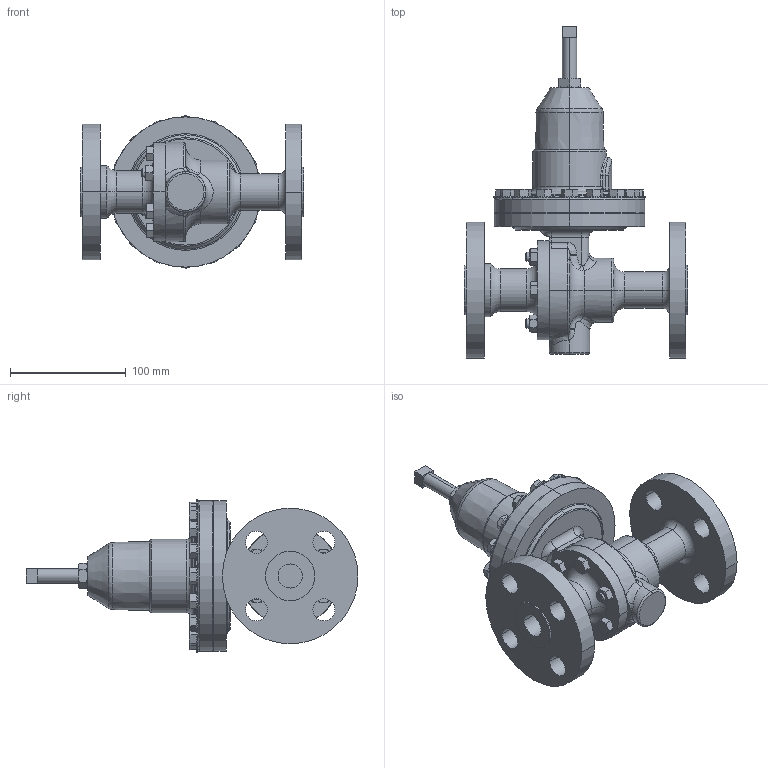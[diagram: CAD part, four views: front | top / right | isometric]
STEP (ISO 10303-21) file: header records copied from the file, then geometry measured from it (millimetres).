
FILE_DESCRIPTION (( 'STEP AP203' ), '1' );
FILE_NAME ('60-075-CS+S6-I3.STEP', '2017-07-21T12:20:49', ( '' ), ( '' ), 'SwSTEP 2.0', 'SolidWorks 2014', '' );
FILE_SCHEMA (( 'CONFIG_CONTROL_DESIGN' ));
Length unit declared in the file: inch
Products named in the file (2): 60-075-CS+S6-I3
Bounding box: 193.17 x 287.27 x 131.76 mm (x, y, z)
Volume: 1304352.1 mm3; surface area: 170380.1 mm2
Topology: 1 solids, 1 shells, 617 faces, 1461 edges, 883 vertices
Faces by surface type: plane 229, cone 169, cylinder 149, torus 41, bspline 29
Entity records: 21607 total; most frequent: CARTESIAN_POINT 7624, ORIENTED_EDGE 2918, DIRECTION 2849, EDGE_CURVE 1459, AXIS2_PLACEMENT_3D 1204, VERTEX_POINT 883, EDGE_LOOP 704, FACE_OUTER_BOUND 617
